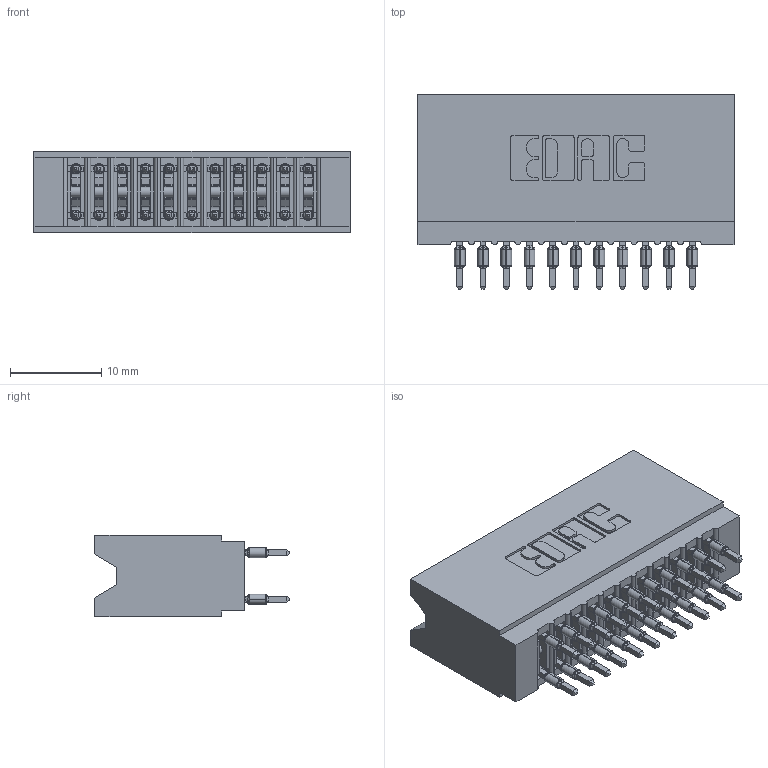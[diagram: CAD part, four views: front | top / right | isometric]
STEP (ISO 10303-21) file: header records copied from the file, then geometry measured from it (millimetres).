
FILE_DESCRIPTION (( 'STEP AP203' ), '1' );
FILE_NAME ('745-022-560-206.STEP', '2026-02-26T16:29:08', ( '' ), ( '' ), 'SwSTEP 2.0', 'SolidWorks 2023', '' );
FILE_SCHEMA (( 'CONFIG_CONTROL_DESIGN' ));
Length unit declared in the file: millimetre
Products named in the file (3): 745-292-001_560; 745-022-560-206; 745 Part_Insulator Option - 06
Assembly tree (23 placements, depth 2):
  745-022-560-206
    745 Part_Insulator Option - 06
    745-292-001_560  x22
Bounding box: 34.54 x 21.22 x 8.89 mm (x, y, z)
Volume: 3357.2 mm3; surface area: 6481.5 mm2
Topology: 23 solids, 23 shells, 2263 faces, 6189 edges, 3934 vertices
Faces by surface type: plane 1178, cylinder 513, bspline 440, torus 132
Entity records: 23094 total; most frequent: CARTESIAN_POINT 4520, ORIENTED_EDGE 3894, DIRECTION 3433, EDGE_CURVE 1947, VECTOR 1691, LINE 1691, VERTEX_POINT 1246, AXIS2_PLACEMENT_3D 871
